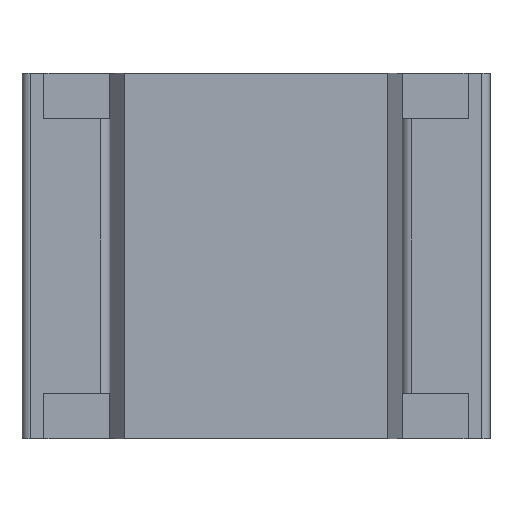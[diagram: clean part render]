
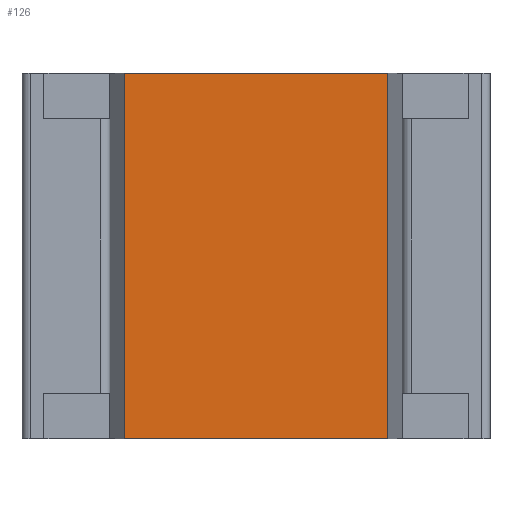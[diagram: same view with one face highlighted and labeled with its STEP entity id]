
A CAD part, top view. The second image highlights one B-rep face of the part: STEP entity #126.
In plain terms, the highlighted planar face has unit normal (0, 0, 1).
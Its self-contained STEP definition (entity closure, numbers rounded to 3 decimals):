
#13=DIRECTION('',(0.,0.,1.));
#24=VERTEX_POINT('',#25);
#25=CARTESIAN_POINT('',(-0.9,-1.25,1.1));
#29=ORIENTED_EDGE('',*,*,#30,.T.);
#30=EDGE_CURVE('',#24,#31,#33,.T.);
#31=VERTEX_POINT('',#32);
#32=CARTESIAN_POINT('',(0.9,-1.25,1.1));
#33=LINE('',#25,#34);
#34=VECTOR('',#35,1.);
#35=DIRECTION('',(1.,0.,0.));
#62=VECTOR('',#63,1.);
#63=DIRECTION('',(0.,-1.,0.));
#71=EDGE_CURVE('',#72,#24,#74,.T.);
#72=VERTEX_POINT('',#73);
#73=CARTESIAN_POINT('',(-0.9,1.25,1.1));
#74=LINE('',#73,#62);
#126=ADVANCED_FACE('',(#127),#138,.T.);
#127=FACE_BOUND('',#128,.T.);
#128=EDGE_LOOP('',(#129,#29,#130,#135));
#129=ORIENTED_EDGE('',*,*,#71,.T.);
#130=ORIENTED_EDGE('',*,*,#131,.F.);
#131=EDGE_CURVE('',#132,#31,#134,.T.);
#132=VERTEX_POINT('',#133);
#133=CARTESIAN_POINT('',(0.9,1.25,1.1));
#134=LINE('',#133,#62);
#135=ORIENTED_EDGE('',*,*,#136,.F.);
#136=EDGE_CURVE('',#72,#132,#137,.T.);
#137=LINE('',#73,#34);
#138=PLANE('',#139);
#139=AXIS2_PLACEMENT_3D('',#73,#13,#35);
